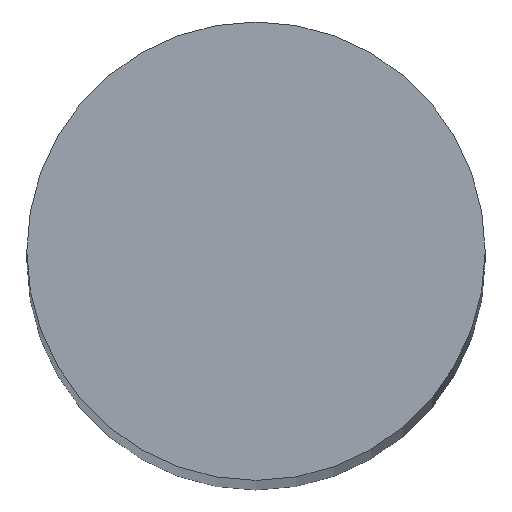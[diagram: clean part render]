
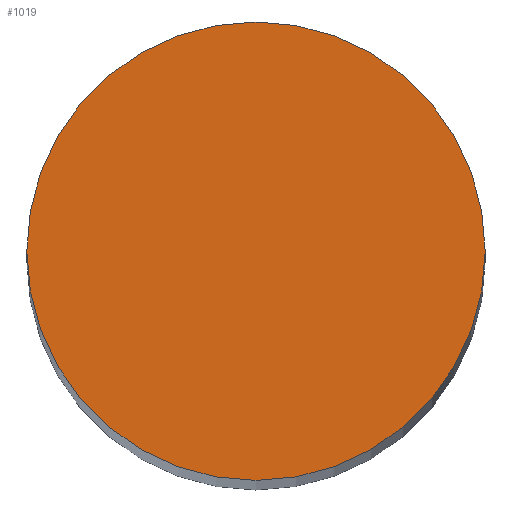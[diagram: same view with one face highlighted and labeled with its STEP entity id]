
A CAD part, top view. The second image highlights one B-rep face of the part: STEP entity #1019.
In plain terms, the highlighted planar face has unit normal (0, 0, 1).
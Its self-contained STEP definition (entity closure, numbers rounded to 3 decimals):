
#138=PLANE('',#1136);
#189=FACE_OUTER_BOUND('',#244,.T.);
#244=EDGE_LOOP('',(#931));
#364=CIRCLE('',#1137,17.5);
#470=VERTEX_POINT('',#2456);
#629=EDGE_CURVE('',#470,#470,#364,.T.);
#931=ORIENTED_EDGE('',*,*,#629,.T.);
#1019=ADVANCED_FACE('',(#189),#138,.T.);
#1136=AXIS2_PLACEMENT_3D('',#2455,#1359,#1360);
#1137=AXIS2_PLACEMENT_3D('',#2457,#1361,#1362);
#1359=DIRECTION('center_axis',(0.,0.,
1.));
#1360=DIRECTION('ref_axis',(1.,0.,0.));
#1361=DIRECTION('center_axis',(0.,0.,
1.));
#1362=DIRECTION('ref_axis',(0.,1.,0.));
#2455=CARTESIAN_POINT('Origin',(0.,0.,
-70.));
#2456=CARTESIAN_POINT('',(0.,-17.5,-70.));
#2457=CARTESIAN_POINT('Origin',(0.,0.,
-70.));
